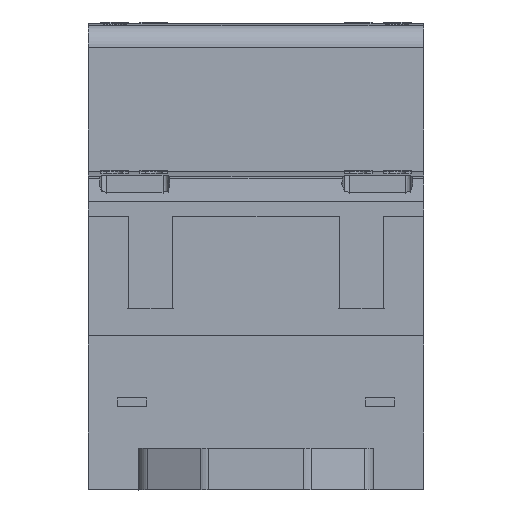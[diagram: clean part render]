
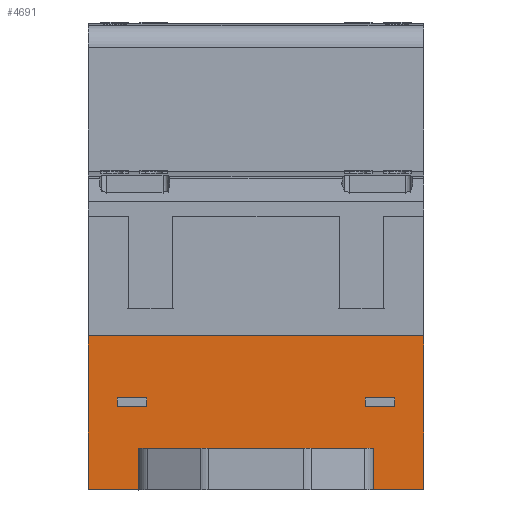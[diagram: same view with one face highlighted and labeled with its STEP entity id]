
A CAD part, front view. The second image highlights one B-rep face of the part: STEP entity #4691.
In plain terms, the highlighted planar face has unit normal (0, -1, 0).
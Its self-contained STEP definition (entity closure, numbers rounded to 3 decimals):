
#4584=AXIS2_PLACEMENT_3D('Plane Axis2P3D',#4581,#4582,#4583) ;
#280=CARTESIAN_POINT('Vertex',(0.,5.1,0.)) ;
#283=CARTESIAN_POINT('Line Origine',(0.,5.1,1.9)) ;
#287=CARTESIAN_POINT('Vertex',(0.,5.1,3.8)) ;
#290=CARTESIAN_POINT('Line Origine',(0.,5.1,5.15)) ;
#294=CARTESIAN_POINT('Vertex',(0.,5.1,6.5)) ;
#297=CARTESIAN_POINT('Line Origine',(0.,5.1,10.275)) ;
#301=CARTESIAN_POINT('Vertex',(0.,5.1,14.05)) ;
#552=CARTESIAN_POINT('Vertex',(30.6,5.1,14.05)) ;
#555=CARTESIAN_POINT('Line Origine',(30.6,5.1,10.275)) ;
#559=CARTESIAN_POINT('Vertex',(30.6,5.1,6.5)) ;
#562=CARTESIAN_POINT('Line Origine',(30.6,5.1,5.15)) ;
#566=CARTESIAN_POINT('Vertex',(30.6,5.1,3.8)) ;
#569=CARTESIAN_POINT('Line Origine',(30.6,5.1,2.7)) ;
#573=CARTESIAN_POINT('Vertex',(30.6,5.1,1.6)) ;
#576=CARTESIAN_POINT('Line Origine',(30.6,5.1,0.8)) ;
#580=CARTESIAN_POINT('Vertex',(30.6,5.1,0.)) ;
#4445=CARTESIAN_POINT('Vertex',(26.,5.1,3.8)) ;
#4448=CARTESIAN_POINT('Line Origine',(15.3,5.1,3.8)) ;
#4452=CARTESIAN_POINT('Vertex',(4.6,5.1,3.8)) ;
#4545=CARTESIAN_POINT('Line Origine',(2.3,5.1,0.)) ;
#4549=CARTESIAN_POINT('Vertex',(4.6,5.1,0.)) ;
#4581=CARTESIAN_POINT('Axis2P3D Location',(30.6,5.1,29.)) ;
#4586=CARTESIAN_POINT('Line Origine',(4.6,5.1,1.9)) ;
#4591=CARTESIAN_POINT('Line Origine',(26.,5.1,1.9)) ;
#4595=CARTESIAN_POINT('Vertex',(26.,5.1,0.)) ;
#4598=CARTESIAN_POINT('Line Origine',(28.3,5.1,0.)) ;
#4603=CARTESIAN_POINT('Line Origine',(15.3,5.1,14.05)) ;
#4623=CARTESIAN_POINT('Line Origine',(26.6,5.1,8.4)) ;
#4627=CARTESIAN_POINT('Vertex',(27.95,5.1,8.4)) ;
#4629=CARTESIAN_POINT('Vertex',(25.25,5.1,8.4)) ;
#4632=CARTESIAN_POINT('Line Origine',(27.95,5.1,8.)) ;
#4636=CARTESIAN_POINT('Vertex',(27.95,5.1,7.6)) ;
#4639=CARTESIAN_POINT('Line Origine',(26.6,5.1,7.6)) ;
#4643=CARTESIAN_POINT('Vertex',(25.25,5.1,7.6)) ;
#4646=CARTESIAN_POINT('Line Origine',(25.25,5.1,8.)) ;
#4657=CARTESIAN_POINT('Line Origine',(2.65,5.1,8.)) ;
#4661=CARTESIAN_POINT('Vertex',(2.65,5.1,8.4)) ;
#4663=CARTESIAN_POINT('Vertex',(2.65,5.1,7.6)) ;
#4666=CARTESIAN_POINT('Line Origine',(4.,5.1,8.4)) ;
#4670=CARTESIAN_POINT('Vertex',(5.35,5.1,8.4)) ;
#4673=CARTESIAN_POINT('Line Origine',(5.35,5.1,8.)) ;
#4677=CARTESIAN_POINT('Vertex',(5.35,5.1,7.6)) ;
#4680=CARTESIAN_POINT('Line Origine',(4.,5.1,7.6)) ;
#284=DIRECTION('Vector Direction',(0.,0.,1.)) ;
#291=DIRECTION('Vector Direction',(0.,0.,1.)) ;
#298=DIRECTION('Vector Direction',(0.,0.,-1.)) ;
#556=DIRECTION('Vector Direction',(0.,0.,-1.)) ;
#563=DIRECTION('Vector Direction',(0.,0.,1.)) ;
#570=DIRECTION('Vector Direction',(0.,0.,-1.)) ;
#577=DIRECTION('Vector Direction',(0.,0.,-1.)) ;
#4449=DIRECTION('Vector Direction',(-1.,0.,0.)) ;
#4546=DIRECTION('Vector Direction',(-1.,0.,0.)) ;
#4582=DIRECTION('Axis2P3D Direction',(0.,1.,0.)) ;
#4583=DIRECTION('Axis2P3D XDirection',(0.,0.,1.)) ;
#4587=DIRECTION('Vector Direction',(0.,0.,1.)) ;
#4592=DIRECTION('Vector Direction',(0.,0.,1.)) ;
#4599=DIRECTION('Vector Direction',(-1.,0.,0.)) ;
#4604=DIRECTION('Vector Direction',(-1.,0.,0.)) ;
#4624=DIRECTION('Vector Direction',(-1.,0.,0.)) ;
#4633=DIRECTION('Vector Direction',(0.,0.,-1.)) ;
#4640=DIRECTION('Vector Direction',(1.,0.,0.)) ;
#4647=DIRECTION('Vector Direction',(0.,0.,1.)) ;
#4658=DIRECTION('Vector Direction',(0.,0.,1.)) ;
#4667=DIRECTION('Vector Direction',(-1.,0.,0.)) ;
#4674=DIRECTION('Vector Direction',(0.,0.,-1.)) ;
#4681=DIRECTION('Vector Direction',(1.,0.,0.)) ;
#285=VECTOR('Line Direction',#284,1.) ;
#292=VECTOR('Line Direction',#291,1.) ;
#299=VECTOR('Line Direction',#298,1.) ;
#557=VECTOR('Line Direction',#556,1.) ;
#564=VECTOR('Line Direction',#563,1.) ;
#571=VECTOR('Line Direction',#570,1.) ;
#578=VECTOR('Line Direction',#577,1.) ;
#4450=VECTOR('Line Direction',#4449,1.) ;
#4547=VECTOR('Line Direction',#4546,1.) ;
#4588=VECTOR('Line Direction',#4587,1.) ;
#4593=VECTOR('Line Direction',#4592,1.) ;
#4600=VECTOR('Line Direction',#4599,1.) ;
#4605=VECTOR('Line Direction',#4604,1.) ;
#4625=VECTOR('Line Direction',#4624,1.) ;
#4634=VECTOR('Line Direction',#4633,1.) ;
#4641=VECTOR('Line Direction',#4640,1.) ;
#4648=VECTOR('Line Direction',#4647,1.) ;
#4659=VECTOR('Line Direction',#4658,1.) ;
#4668=VECTOR('Line Direction',#4667,1.) ;
#4675=VECTOR('Line Direction',#4674,1.) ;
#4682=VECTOR('Line Direction',#4681,1.) ;
#4609=ORIENTED_EDGE('',*,*,#296,.F.) ;
#4610=ORIENTED_EDGE('',*,*,#289,.F.) ;
#4611=ORIENTED_EDGE('',*,*,#4551,.F.) ;
#4612=ORIENTED_EDGE('',*,*,#4590,.T.) ;
#4613=ORIENTED_EDGE('',*,*,#4454,.F.) ;
#4614=ORIENTED_EDGE('',*,*,#4597,.F.) ;
#4615=ORIENTED_EDGE('',*,*,#4602,.F.) ;
#4616=ORIENTED_EDGE('',*,*,#582,.T.) ;
#4617=ORIENTED_EDGE('',*,*,#575,.T.) ;
#4618=ORIENTED_EDGE('',*,*,#568,.F.) ;
#4619=ORIENTED_EDGE('',*,*,#561,.T.) ;
#4620=ORIENTED_EDGE('',*,*,#4607,.F.) ;
#4621=ORIENTED_EDGE('',*,*,#303,.F.) ;
#4652=ORIENTED_EDGE('',*,*,#4631,.F.) ;
#4653=ORIENTED_EDGE('',*,*,#4638,.F.) ;
#4654=ORIENTED_EDGE('',*,*,#4645,.F.) ;
#4655=ORIENTED_EDGE('',*,*,#4650,.F.) ;
#4686=ORIENTED_EDGE('',*,*,#4665,.F.) ;
#4687=ORIENTED_EDGE('',*,*,#4672,.F.) ;
#4688=ORIENTED_EDGE('',*,*,#4679,.F.) ;
#4689=ORIENTED_EDGE('',*,*,#4684,.F.) ;
#4656=FACE_BOUND('',#4651,.T.) ;
#4690=FACE_BOUND('',#4685,.T.) ;
#4691=ADVANCED_FACE('SOCKEL',(#4622,#4656,#4690),#4585,.F.) ;
#289=EDGE_CURVE('',#281,#288,#286,.T.) ;
#296=EDGE_CURVE('',#288,#295,#293,.T.) ;
#303=EDGE_CURVE('',#295,#302,#300,.F.) ;
#561=EDGE_CURVE('',#560,#553,#558,.F.) ;
#568=EDGE_CURVE('',#560,#567,#565,.F.) ;
#575=EDGE_CURVE('',#574,#567,#572,.F.) ;
#582=EDGE_CURVE('',#581,#574,#579,.F.) ;
#4454=EDGE_CURVE('',#4446,#4453,#4451,.T.) ;
#4551=EDGE_CURVE('',#4550,#281,#4548,.T.) ;
#4590=EDGE_CURVE('',#4550,#4453,#4589,.T.) ;
#4597=EDGE_CURVE('',#4596,#4446,#4594,.T.) ;
#4602=EDGE_CURVE('',#581,#4596,#4601,.T.) ;
#4607=EDGE_CURVE('',#302,#553,#4606,.F.) ;
#4631=EDGE_CURVE('',#4628,#4630,#4626,.T.) ;
#4638=EDGE_CURVE('',#4637,#4628,#4635,.F.) ;
#4645=EDGE_CURVE('',#4644,#4637,#4642,.T.) ;
#4650=EDGE_CURVE('',#4630,#4644,#4649,.F.) ;
#4665=EDGE_CURVE('',#4662,#4664,#4660,.F.) ;
#4672=EDGE_CURVE('',#4671,#4662,#4669,.T.) ;
#4679=EDGE_CURVE('',#4678,#4671,#4676,.F.) ;
#4684=EDGE_CURVE('',#4664,#4678,#4683,.T.) ;
#4608=EDGE_LOOP('',(#4609,#4610,#4611,#4612,#4613,#4614,#4615,#4616,#4617,#4618,#4619,#4620,#4621)) ;
#4651=EDGE_LOOP('',(#4652,#4653,#4654,#4655)) ;
#4685=EDGE_LOOP('',(#4686,#4687,#4688,#4689)) ;
#4622=FACE_OUTER_BOUND('',#4608,.T.) ;
#286=LINE('Line',#283,#285) ;
#293=LINE('Line',#290,#292) ;
#300=LINE('Line',#297,#299) ;
#558=LINE('Line',#555,#557) ;
#565=LINE('Line',#562,#564) ;
#572=LINE('Line',#569,#571) ;
#579=LINE('Line',#576,#578) ;
#4451=LINE('Line',#4448,#4450) ;
#4548=LINE('Line',#4545,#4547) ;
#4589=LINE('Line',#4586,#4588) ;
#4594=LINE('Line',#4591,#4593) ;
#4601=LINE('Line',#4598,#4600) ;
#4606=LINE('Line',#4603,#4605) ;
#4626=LINE('Line',#4623,#4625) ;
#4635=LINE('Line',#4632,#4634) ;
#4642=LINE('Line',#4639,#4641) ;
#4649=LINE('Line',#4646,#4648) ;
#4660=LINE('Line',#4657,#4659) ;
#4669=LINE('Line',#4666,#4668) ;
#4676=LINE('Line',#4673,#4675) ;
#4683=LINE('Line',#4680,#4682) ;
#4585=PLANE('',#4584) ;
#281=VERTEX_POINT('',#280) ;
#288=VERTEX_POINT('',#287) ;
#295=VERTEX_POINT('',#294) ;
#302=VERTEX_POINT('',#301) ;
#553=VERTEX_POINT('',#552) ;
#560=VERTEX_POINT('',#559) ;
#567=VERTEX_POINT('',#566) ;
#574=VERTEX_POINT('',#573) ;
#581=VERTEX_POINT('',#580) ;
#4446=VERTEX_POINT('',#4445) ;
#4453=VERTEX_POINT('',#4452) ;
#4550=VERTEX_POINT('',#4549) ;
#4596=VERTEX_POINT('',#4595) ;
#4628=VERTEX_POINT('',#4627) ;
#4630=VERTEX_POINT('',#4629) ;
#4637=VERTEX_POINT('',#4636) ;
#4644=VERTEX_POINT('',#4643) ;
#4662=VERTEX_POINT('',#4661) ;
#4664=VERTEX_POINT('',#4663) ;
#4671=VERTEX_POINT('',#4670) ;
#4678=VERTEX_POINT('',#4677) ;
